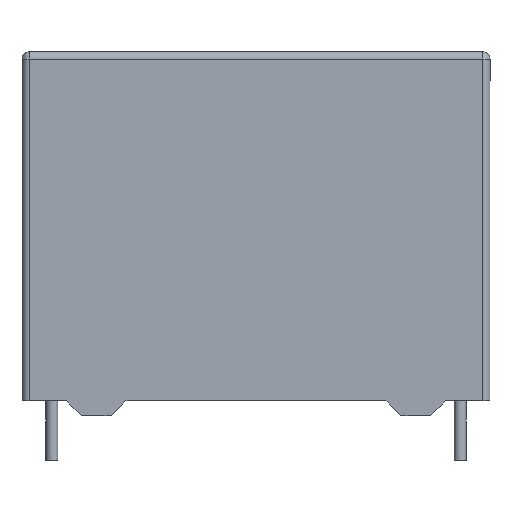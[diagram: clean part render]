
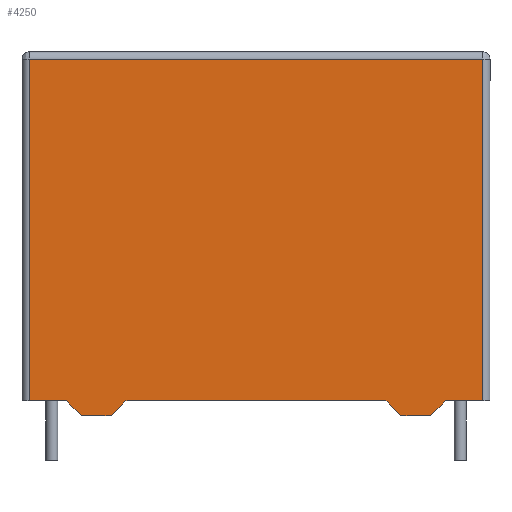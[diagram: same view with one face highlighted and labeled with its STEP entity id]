
A CAD part, front view. The second image highlights one B-rep face of the part: STEP entity #4250.
In plain terms, the highlighted planar face has unit normal (0, -1, 0).
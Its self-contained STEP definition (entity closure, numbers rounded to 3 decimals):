
#236 = LINE ( 'NONE', #4601, #4514 ) ;
#273 = LINE ( 'NONE', #9148, #5010 ) ;
#407 = VERTEX_POINT ( 'NONE', #4520 ) ;
#567 = LINE ( 'NONE', #3497, #2185 ) ;
#621 = CARTESIAN_POINT ( 'NONE',  ( 9.75, -7., 0. ) ) ;
#667 = PLANE ( 'NONE',  #6289 ) ;
#791 = DIRECTION ( 'NONE',  ( 1., 0., 0. ) ) ;
#798 = CARTESIAN_POINT ( 'NONE',  ( -11.75, -7., 0. ) ) ;
#841 = EDGE_CURVE ( 'NONE', #3801, #9012, #273, .T. ) ;
#854 = CARTESIAN_POINT ( 'NONE',  ( 11.75, -7., 0. ) ) ;
#897 = DIRECTION ( 'NONE',  ( -0.707, 0., 0.707 ) ) ;
#955 = CARTESIAN_POINT ( 'NONE',  ( -12.75, -7., 1. ) ) ;
#1030 = VECTOR ( 'NONE', #8270, 1000. ) ;
#1371 = CARTESIAN_POINT ( 'NONE',  ( 15.25, -7., 1. ) ) ;
#1520 = EDGE_LOOP ( 'NONE', ( #4233, #4864, #4254, #2692, #6916, #7880, #3465, #7982, #3204, #5821, #5965, #4181 ) ) ;
#1523 = DIRECTION ( 'NONE',  ( -0.707, 0., 0.707 ) ) ;
#1547 = EDGE_CURVE ( 'NONE', #3801, #4442, #4004, .T. ) ;
#1653 = EDGE_CURVE ( 'NONE', #7294, #4266, #5539, .T. ) ;
#1822 = CARTESIAN_POINT ( 'NONE',  ( -8.75, -7., 1. ) ) ;
#1919 = DIRECTION ( 'NONE',  ( 1., 0., 0. ) ) ;
#2039 = CARTESIAN_POINT ( 'NONE',  ( -15.75, -7., 0. ) ) ;
#2132 = DIRECTION ( 'NONE',  ( 0., 0., 1. ) ) ;
#2185 = VECTOR ( 'NONE', #9393, 1000. ) ;
#2368 = VERTEX_POINT ( 'NONE', #9433 ) ;
#2546 = VERTEX_POINT ( 'NONE', #955 ) ;
#2692 = ORIENTED_EDGE ( 'NONE', *, *, #6733, .T. ) ;
#2969 = VERTEX_POINT ( 'NONE', #1371 ) ;
#3152 = VECTOR ( 'NONE', #4861, 1000. ) ;
#3204 = ORIENTED_EDGE ( 'NONE', *, *, #3495, .F. ) ;
#3327 = CARTESIAN_POINT ( 'NONE',  ( 12.75, -7., 1. ) ) ;
#3443 = VECTOR ( 'NONE', #7173, 1000. ) ;
#3452 = CARTESIAN_POINT ( 'NONE',  ( -15.75, -7., 0. ) ) ;
#3465 = ORIENTED_EDGE ( 'NONE', *, *, #8566, .F. ) ;
#3495 = EDGE_CURVE ( 'NONE', #2368, #2546, #5933, .T. ) ;
#3497 = CARTESIAN_POINT ( 'NONE',  ( -15.25, -7., 24.5 ) ) ;
#3539 = LINE ( 'NONE', #3452, #4763 ) ;
#3617 = LINE ( 'NONE', #4214, #3443 ) ;
#3801 = VERTEX_POINT ( 'NONE', #1822 ) ;
#3866 = CARTESIAN_POINT ( 'NONE',  ( -15.25, -7., 1. ) ) ;
#3971 = CARTESIAN_POINT ( 'NONE',  ( 0., -7., 1. ) ) ;
#4004 = LINE ( 'NONE', #6963, #1030 ) ;
#4077 = CARTESIAN_POINT ( 'NONE',  ( 15.25, -7., 24. ) ) ;
#4181 = ORIENTED_EDGE ( 'NONE', *, *, #841, .T. ) ;
#4192 = CARTESIAN_POINT ( 'NONE',  ( -15.75, -7., 24. ) ) ;
#4214 = CARTESIAN_POINT ( 'NONE',  ( 15.25, -7., 24.5 ) ) ;
#4228 = DIRECTION ( 'NONE',  ( 0., 1., 0. ) ) ;
#4233 = ORIENTED_EDGE ( 'NONE', *, *, #6066, .F. ) ;
#4250 = ADVANCED_FACE ( 'NONE', ( #5715 ), #667, .F. ) ;
#4254 = ORIENTED_EDGE ( 'NONE', *, *, #8630, .F. ) ;
#4266 = VERTEX_POINT ( 'NONE', #621 ) ;
#4269 = DIRECTION ( 'NONE',  ( -1., 0., 0. ) ) ;
#4391 = CARTESIAN_POINT ( 'NONE',  ( -9.75, -7., 0. ) ) ;
#4442 = VERTEX_POINT ( 'NONE', #4391 ) ;
#4514 = VECTOR ( 'NONE', #5333, 1000. ) ;
#4520 = CARTESIAN_POINT ( 'NONE',  ( -15.25, -7., 24. ) ) ;
#4601 = CARTESIAN_POINT ( 'NONE',  ( 12.75, -7., 1. ) ) ;
#4661 = VERTEX_POINT ( 'NONE', #3866 ) ;
#4763 = VECTOR ( 'NONE', #4269, 1000. ) ;
#4812 = VECTOR ( 'NONE', #7666, 1000. ) ;
#4861 = DIRECTION ( 'NONE',  ( -1., 0., 0. ) ) ;
#4864 = ORIENTED_EDGE ( 'NONE', *, *, #1653, .F. ) ;
#4916 = LINE ( 'NONE', #4192, #4972 ) ;
#4972 = VECTOR ( 'NONE', #1919, 1000. ) ;
#5010 = VECTOR ( 'NONE', #5366, 1000. ) ;
#5180 = VECTOR ( 'NONE', #897, 1000. ) ;
#5185 = LINE ( 'NONE', #8160, #6500 ) ;
#5270 = LINE ( 'NONE', #8952, #7447 ) ;
#5333 = DIRECTION ( 'NONE',  ( -0.707, 0., -0.707 ) ) ;
#5366 = DIRECTION ( 'NONE',  ( 1., 0., 0. ) ) ;
#5539 = LINE ( 'NONE', #2039, #3152 ) ;
#5715 = FACE_OUTER_BOUND ( 'NONE', #1520, .T. ) ;
#5812 = CARTESIAN_POINT ( 'NONE',  ( -15.75, -7., 24.5 ) ) ;
#5821 = ORIENTED_EDGE ( 'NONE', *, *, #6008, .F. ) ;
#5933 = LINE ( 'NONE', #798, #5180 ) ;
#5965 = ORIENTED_EDGE ( 'NONE', *, *, #1547, .F. ) ;
#6008 = EDGE_CURVE ( 'NONE', #4442, #2368, #3539, .T. ) ;
#6066 = EDGE_CURVE ( 'NONE', #4266, #9012, #5185, .T. ) ;
#6289 = AXIS2_PLACEMENT_3D ( 'NONE', #5812, #4228, #2132 ) ;
#6478 = VERTEX_POINT ( 'NONE', #4077 ) ;
#6500 = VECTOR ( 'NONE', #1523, 1000. ) ;
#6733 = EDGE_CURVE ( 'NONE', #7519, #2969, #5270, .T. ) ;
#6916 = ORIENTED_EDGE ( 'NONE', *, *, #8815, .F. ) ;
#6963 = CARTESIAN_POINT ( 'NONE',  ( -8.75, -7., 1. ) ) ;
#7173 = DIRECTION ( 'NONE',  ( 0., 0., -1. ) ) ;
#7294 = VERTEX_POINT ( 'NONE', #854 ) ;
#7447 = VECTOR ( 'NONE', #791, 1000. ) ;
#7519 = VERTEX_POINT ( 'NONE', #3327 ) ;
#7666 = DIRECTION ( 'NONE',  ( 1., 0., 0. ) ) ;
#7880 = ORIENTED_EDGE ( 'NONE', *, *, #9287, .F. ) ;
#7982 = ORIENTED_EDGE ( 'NONE', *, *, #9010, .T. ) ;
#8160 = CARTESIAN_POINT ( 'NONE',  ( 9.75, -7., 0. ) ) ;
#8270 = DIRECTION ( 'NONE',  ( -0.707, 0., -0.707 ) ) ;
#8331 = CARTESIAN_POINT ( 'NONE',  ( 8.75, -7., 1. ) ) ;
#8566 = EDGE_CURVE ( 'NONE', #4661, #407, #567, .T. ) ;
#8630 = EDGE_CURVE ( 'NONE', #7519, #7294, #236, .T. ) ;
#8815 = EDGE_CURVE ( 'NONE', #6478, #2969, #3617, .T. ) ;
#8952 = CARTESIAN_POINT ( 'NONE',  ( 0., -7., 1. ) ) ;
#9010 = EDGE_CURVE ( 'NONE', #4661, #2546, #9194, .T. ) ;
#9012 = VERTEX_POINT ( 'NONE', #8331 ) ;
#9148 = CARTESIAN_POINT ( 'NONE',  ( 0., -7., 1. ) ) ;
#9194 = LINE ( 'NONE', #3971, #4812 ) ;
#9287 = EDGE_CURVE ( 'NONE', #407, #6478, #4916, .T. ) ;
#9393 = DIRECTION ( 'NONE',  ( 0., 0., 1. ) ) ;
#9433 = CARTESIAN_POINT ( 'NONE',  ( -11.75, -7., 0. ) ) ;
